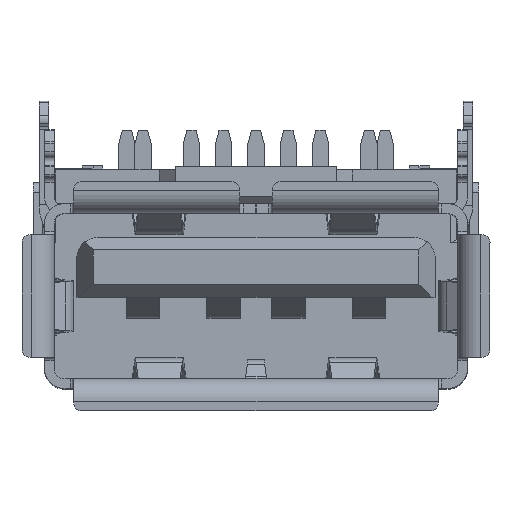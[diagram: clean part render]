
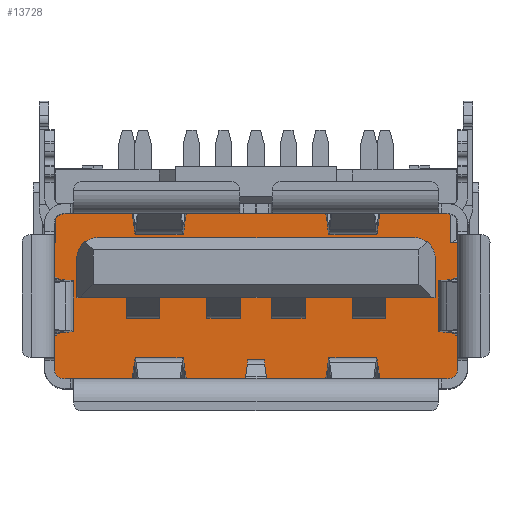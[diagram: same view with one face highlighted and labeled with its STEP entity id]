
A CAD part, top view. The second image highlights one B-rep face of the part: STEP entity #13728.
In plain terms, the highlighted planar face has unit normal (0, 0, 1).
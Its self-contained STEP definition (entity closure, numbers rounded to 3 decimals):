
#1089=DIRECTION('',(0.,1.,0.));
#1090=VECTOR('',#1089,3.924);
#1091=CARTESIAN_POINT('',(6.25,-2.23,1.3));
#1092=LINE('',#1091,#1090);
#1093=CARTESIAN_POINT('',(5.95,-2.23,1.3));
#1094=DIRECTION('',(0.,0.,1.));
#1095=DIRECTION('',(0.,-1.,0.));
#1096=AXIS2_PLACEMENT_3D('',#1093,#1094,#1095);
#1098=CARTESIAN_POINT('',(-5.95,-2.23,1.3));
#1099=DIRECTION('',(0.,0.,1.));
#1100=DIRECTION('',(-1.,0.,0.));
#1101=AXIS2_PLACEMENT_3D('',#1098,#1099,#1100);
#1103=DIRECTION('',(0.,-1.,0.));
#1104=VECTOR('',#1103,0.896);
#1105=CARTESIAN_POINT('',(-6.22,2.59,1.3));
#1106=LINE('',#1105,#1104);
#1107=DIRECTION('',(-1.,0.,0.));
#1108=VECTOR('',#1107,12.24);
#1109=CARTESIAN_POINT('',(6.02,2.59,1.3));
#1110=LINE('',#1109,#1108);
#1111=CARTESIAN_POINT('',(4.91,1.2,1.3));
#1112=DIRECTION('',(0.,0.,-1.));
#1113=DIRECTION('',(0.,1.,0.));
#1114=AXIS2_PLACEMENT_3D('',#1111,#1112,#1113);
#1116=CARTESIAN_POINT('',(-4.91,1.2,1.3));
#1117=DIRECTION('',(0.,0.,-1.));
#1118=DIRECTION('',(-1.,0.,0.));
#1119=AXIS2_PLACEMENT_3D('',#1116,#1117,#1118);
#1121=DIRECTION('',(0.,1.,0.));
#1122=VECTOR('',#1121,1.2);
#1123=CARTESIAN_POINT('',(-5.55,0.,1.3));
#1124=LINE('',#1123,#1122);
#1125=DIRECTION('',(-1.,0.,0.));
#1126=VECTOR('',#1125,11.1);
#1127=CARTESIAN_POINT('',(5.55,0.,1.3));
#1128=LINE('',#1127,#1126);
#1129=DIRECTION('',(1.,0.,0.));
#1130=VECTOR('',#1129,0.23);
#1131=CARTESIAN_POINT('',(6.02,1.694,1.3));
#1132=LINE('',#1131,#1130);
#1141=CARTESIAN_POINT('',(6.02,1.694,1.3));
#1147=DIRECTION('',(0.,-1.,0.));
#1148=VECTOR('',#1147,0.896);
#1149=CARTESIAN_POINT('',(6.02,2.59,1.3));
#1150=LINE('',#1149,#1148);
#1485=DIRECTION('',(1.,0.,0.));
#1486=VECTOR('',#1485,0.03);
#1487=CARTESIAN_POINT('',(-6.25,1.694,1.3));
#1488=LINE('',#1487,#1486);
#1502=DIRECTION('',(0.,1.,0.));
#1503=VECTOR('',#1502,3.924);
#1504=CARTESIAN_POINT('',(-6.25,-2.23,1.3));
#1505=LINE('',#1504,#1503);
#1569=DIRECTION('',(-1.,0.,0.));
#1570=VECTOR('',#1569,11.9);
#1571=CARTESIAN_POINT('',(5.95,-2.53,1.3));
#1572=LINE('',#1571,#1570);
#8500=DIRECTION('',(0.,1.,0.));
#8501=VECTOR('',#8500,1.2);
#8502=CARTESIAN_POINT('',(5.55,0.,1.3));
#8503=LINE('',#8502,#8501);
#8641=DIRECTION('',(-1.,0.,0.));
#8642=VECTOR('',#8641,9.82);
#8643=CARTESIAN_POINT('',(4.91,1.84,1.3));
#8644=LINE('',#8643,#8642);
#10496=CARTESIAN_POINT('',(-6.22,1.694,1.3));
#10498=VERTEX_POINT('',#10496);
#10513=CARTESIAN_POINT('',(-6.22,2.59,1.3));
#10514=VERTEX_POINT('',#10513);
#10721=VERTEX_POINT('',#1141);
#10728=CARTESIAN_POINT('',(6.25,1.694,1.3));
#10729=VERTEX_POINT('',#10728);
#11075=CARTESIAN_POINT('',(6.25,-2.23,1.3));
#11076=VERTEX_POINT('',#11075);
#11149=CARTESIAN_POINT('',(-5.55,0.,1.3));
#11150=VERTEX_POINT('',#11149);
#11151=CARTESIAN_POINT('',(-5.55,1.2,1.3));
#11152=VERTEX_POINT('',#11151);
#11264=CARTESIAN_POINT('',(6.02,2.59,1.3));
#11265=VERTEX_POINT('',#11264);
#11412=CARTESIAN_POINT('',(-4.91,1.84,1.3));
#11413=VERTEX_POINT('',#11412);
#11414=CARTESIAN_POINT('',(4.91,1.84,1.3));
#11415=VERTEX_POINT('',#11414);
#11466=CARTESIAN_POINT('',(5.95,-2.53,1.3));
#11467=VERTEX_POINT('',#11466);
#11474=CARTESIAN_POINT('',(-5.95,-2.53,1.3));
#11475=VERTEX_POINT('',#11474);
#11783=CARTESIAN_POINT('',(5.55,0.,1.3));
#11784=VERTEX_POINT('',#11783);
#11863=CARTESIAN_POINT('',(5.55,1.2,1.3));
#11864=VERTEX_POINT('',#11863);
#11881=CARTESIAN_POINT('',(-6.25,-2.23,1.3));
#11882=VERTEX_POINT('',#11881);
#11883=CARTESIAN_POINT('',(-6.25,1.694,1.3));
#11884=VERTEX_POINT('',#11883);
#13688=CARTESIAN_POINT('',(0.,-1.265,1.3));
#13689=DIRECTION('',(0.,0.,1.));
#13690=DIRECTION('',(1.,0.,0.));
#13691=AXIS2_PLACEMENT_3D('',#13688,#13689,#13690);
#13692=PLANE('',#13691);
#13694=ORIENTED_EDGE('',*,*,#13693,.T.);
#13695=ORIENTED_EDGE('',*,*,#13628,.F.);
#13697=ORIENTED_EDGE('',*,*,#13696,.F.);
#13699=ORIENTED_EDGE('',*,*,#13698,.T.);
#13701=ORIENTED_EDGE('',*,*,#13700,.F.);
#13703=ORIENTED_EDGE('',*,*,#13702,.T.);
#13705=ORIENTED_EDGE('',*,*,#13704,.T.);
#13707=ORIENTED_EDGE('',*,*,#13706,.F.);
#13709=ORIENTED_EDGE('',*,*,#13708,.F.);
#13711=ORIENTED_EDGE('',*,*,#13710,.T.);
#13712=EDGE_LOOP('',(#13694,#13695,#13697,#13699,#13701,#13703,#13705,#13707,
#13709,#13711));
#13713=FACE_OUTER_BOUND('',#13712,.F.);
#13715=ORIENTED_EDGE('',*,*,#13714,.T.);
#13717=ORIENTED_EDGE('',*,*,#13716,.F.);
#13719=ORIENTED_EDGE('',*,*,#13718,.T.);
#13721=ORIENTED_EDGE('',*,*,#13720,.F.);
#13723=ORIENTED_EDGE('',*,*,#13722,.F.);
#13725=ORIENTED_EDGE('',*,*,#13724,.F.);
#13726=EDGE_LOOP('',(#13715,#13717,#13719,#13721,#13723,#13725));
#13727=FACE_BOUND('',#13726,.F.);
#13728=ADVANCED_FACE('',(#13713,#13727),#13692,.T.);
#1097=CIRCLE('',#1096,0.3);
#1102=CIRCLE('',#1101,0.3);
#1115=CIRCLE('',#1114,0.64);
#1120=CIRCLE('',#1119,0.64);
#13628=EDGE_CURVE('',#11076,#10729,#1092,.T.);
#13693=EDGE_CURVE('',#10721,#10729,#1132,.T.);
#13696=EDGE_CURVE('',#11467,#11076,#1097,.T.);
#13698=EDGE_CURVE('',#11467,#11475,#1572,.T.);
#13700=EDGE_CURVE('',#11882,#11475,#1102,.T.);
#13702=EDGE_CURVE('',#11882,#11884,#1505,.T.);
#13704=EDGE_CURVE('',#11884,#10498,#1488,.T.);
#13706=EDGE_CURVE('',#10514,#10498,#1106,.T.);
#13708=EDGE_CURVE('',#11265,#10514,#1110,.T.);
#13710=EDGE_CURVE('',#11265,#10721,#1150,.T.);
#13714=EDGE_CURVE('',#11784,#11864,#8503,.T.);
#13716=EDGE_CURVE('',#11415,#11864,#1115,.T.);
#13718=EDGE_CURVE('',#11415,#11413,#8644,.T.);
#13720=EDGE_CURVE('',#11152,#11413,#1120,.T.);
#13722=EDGE_CURVE('',#11150,#11152,#1124,.T.);
#13724=EDGE_CURVE('',#11784,#11150,#1128,.T.);
